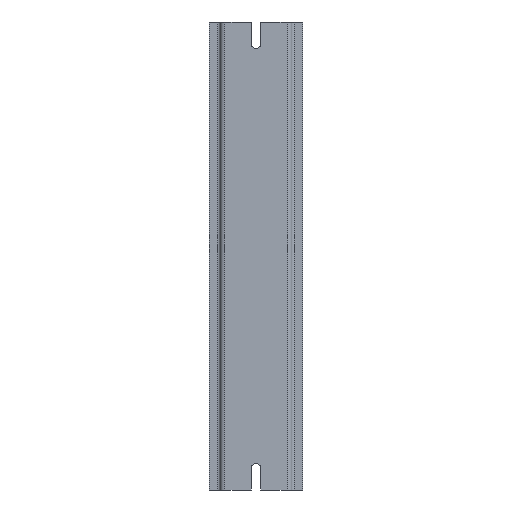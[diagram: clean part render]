
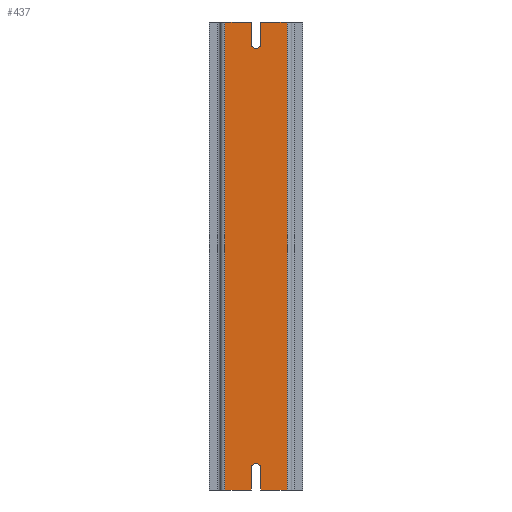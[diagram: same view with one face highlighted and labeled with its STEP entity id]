
A CAD part, front view. The second image highlights one B-rep face of the part: STEP entity #437.
In plain terms, the highlighted planar face has unit normal (0, -1, 0).
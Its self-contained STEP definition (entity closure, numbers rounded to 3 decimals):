
#73=CARTESIAN_POINT('',(-1.75,0.0,-88.0));
#74=VERTEX_POINT('',#73);
#75=CARTESIAN_POINT('',(-1.75,0.0,-79.75));
#76=VERTEX_POINT('',#75);
#77=CARTESIAN_POINT('',(-1.75,0.,-88.0));
#78=DIRECTION('',(0.0,0.0,1.0));
#79=VECTOR('',#78,8.25);
#80=LINE('',#77,#79);
#81=EDGE_CURVE('',#74,#76,#80,.T.);
#113=CARTESIAN_POINT('',(1.75,0.0,-79.75));
#114=VERTEX_POINT('',#113);
#115=CARTESIAN_POINT('',(1.75,0.0,-88.0));
#116=VERTEX_POINT('',#115);
#117=CARTESIAN_POINT('',(1.75,0.,-79.75));
#118=DIRECTION('',(0.0,0.0,-1.0));
#119=VECTOR('',#118,8.25);
#120=LINE('',#117,#119);
#121=EDGE_CURVE('',#114,#116,#120,.T.);
#153=CARTESIAN_POINT('',(0.0,0.0,-79.75));
#154=DIRECTION('',(0.0,1.0,0.0));
#155=DIRECTION('',(-1.0,0.0,0.0));
#156=AXIS2_PLACEMENT_3D('',#153,#154,#155);
#157=CIRCLE('',#156,1.75);
#158=EDGE_CURVE('',#76,#114,#157,.T.);
#253=CARTESIAN_POINT('',(11.7,0.,-88.0));
#254=VERTEX_POINT('',#253);
#262=CARTESIAN_POINT('',(1.75,0.,-88.0));
#263=DIRECTION('',(1.0,0.0,0.0));
#264=VECTOR('',#263,9.95);
#265=LINE('',#262,#264);
#266=EDGE_CURVE('',#116,#254,#265,.T.);
#277=CARTESIAN_POINT('',(-11.7,0.,-88.0));
#278=VERTEX_POINT('',#277);
#279=CARTESIAN_POINT('',(-11.7,0.,-88.0));
#280=DIRECTION('',(1.0,0.0,0.0));
#281=VECTOR('',#280,9.95);
#282=LINE('',#279,#281);
#283=EDGE_CURVE('',#278,#74,#282,.T.);
#370=CARTESIAN_POINT('',(17.5,0.,0.0));
#371=DIRECTION('',(0.0,-1.0,0.0));
#372=DIRECTION('',(0.0,0.0,-1.0));
#373=AXIS2_PLACEMENT_3D('',#370,#371,#372);
#374=PLANE('',#373);
#375=ORIENTED_EDGE('',*,*,#81,.T.);
#376=ORIENTED_EDGE('',*,*,#158,.T.);
#377=ORIENTED_EDGE('',*,*,#121,.T.);
#378=ORIENTED_EDGE('',*,*,#266,.T.);
#379=CARTESIAN_POINT('',(11.7,0.,88.0));
#380=VERTEX_POINT('',#379);
#381=CARTESIAN_POINT('',(11.7,0.0,88.0));
#382=DIRECTION('',(0.0,0.0,-1.0));
#383=VECTOR('',#382,176.0);
#384=LINE('',#381,#383);
#385=EDGE_CURVE('',#380,#254,#384,.T.);
#386=ORIENTED_EDGE('',*,*,#385,.F.);
#387=CARTESIAN_POINT('',(1.75,0.0,88.0));
#388=VERTEX_POINT('',#387);
#389=CARTESIAN_POINT('',(11.7,0.,88.0));
#390=DIRECTION('',(-1.0,0.0,0.0));
#391=VECTOR('',#390,9.95);
#392=LINE('',#389,#391);
#393=EDGE_CURVE('',#380,#388,#392,.T.);
#394=ORIENTED_EDGE('',*,*,#393,.T.);
#395=CARTESIAN_POINT('',(1.75,0.0,79.75));
#396=VERTEX_POINT('',#395);
#397=CARTESIAN_POINT('',(1.75,0.,88.0));
#398=DIRECTION('',(0.0,0.0,-1.0));
#399=VECTOR('',#398,8.25);
#400=LINE('',#397,#399);
#401=EDGE_CURVE('',#388,#396,#400,.T.);
#402=ORIENTED_EDGE('',*,*,#401,.T.);
#403=CARTESIAN_POINT('',(-1.75,0.0,79.75));
#404=VERTEX_POINT('',#403);
#405=CARTESIAN_POINT('',(0.0,0.0,79.75));
#406=DIRECTION('',(0.0,1.0,0.0));
#407=DIRECTION('',(-1.0,0.0,0.0));
#408=AXIS2_PLACEMENT_3D('',#405,#406,#407);
#409=CIRCLE('',#408,1.75);
#410=EDGE_CURVE('',#396,#404,#409,.T.);
#411=ORIENTED_EDGE('',*,*,#410,.T.);
#412=CARTESIAN_POINT('',(-1.75,0.0,88.0));
#413=VERTEX_POINT('',#412);
#414=CARTESIAN_POINT('',(-1.75,0.,79.75));
#415=DIRECTION('',(0.0,0.0,1.0));
#416=VECTOR('',#415,8.25);
#417=LINE('',#414,#416);
#418=EDGE_CURVE('',#404,#413,#417,.T.);
#419=ORIENTED_EDGE('',*,*,#418,.T.);
#420=CARTESIAN_POINT('',(-11.7,0.,88.0));
#421=VERTEX_POINT('',#420);
#422=CARTESIAN_POINT('',(-1.75,0.,88.0));
#423=DIRECTION('',(-1.0,0.0,0.0));
#424=VECTOR('',#423,9.95);
#425=LINE('',#422,#424);
#426=EDGE_CURVE('',#413,#421,#425,.T.);
#427=ORIENTED_EDGE('',*,*,#426,.T.);
#428=CARTESIAN_POINT('',(-11.7,0.0,-88.0));
#429=DIRECTION('',(0.0,0.0,1.0));
#430=VECTOR('',#429,176.0);
#431=LINE('',#428,#430);
#432=EDGE_CURVE('',#278,#421,#431,.T.);
#433=ORIENTED_EDGE('',*,*,#432,.F.);
#434=ORIENTED_EDGE('',*,*,#283,.T.);
#435=EDGE_LOOP('',(#375,#376,#377,#378,#386,#394,#402,#411,#419,#427,#433,#434));
#436=FACE_OUTER_BOUND('',#435,.T.);
#437=ADVANCED_FACE('',(#436),#374,.T.);
